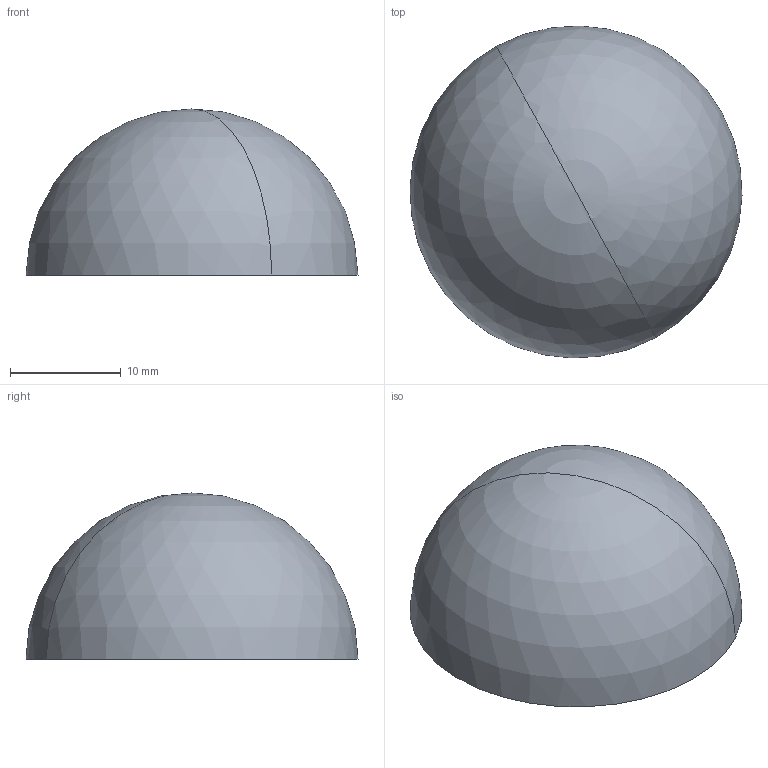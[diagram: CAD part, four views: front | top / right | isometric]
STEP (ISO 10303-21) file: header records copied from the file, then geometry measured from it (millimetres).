
FILE_DESCRIPTION(('CATIA V5 STEP Exchange'),'2;1');
FILE_NAME('buzzer.stp','2018-01-19T20:35:08+00:00',('none'),('none'),'CATIA Version 5 Release 18 GA (IN-10)','CATIA V5 STEP AP203','none');
FILE_SCHEMA(('CONFIG_CONTROL_DESIGN'));
Length unit declared in the file: millimetre
Products named in the file (1): buzzer
Bounding box: 29.99 x 29.99 x 15 mm (x, y, z)
Volume: 7068.6 mm3; surface area: 2120.6 mm2
Topology: 1 solids, 1 shells, 3 faces, 6 edges, 3 vertices
Faces by surface type: sphere 2, plane 1
Entity records: 103 total; most frequent: CARTESIAN_POINT 10, DIRECTION 8, ORIENTED_EDGE 8, AXIS2_PLACEMENT_3D 7, CC_DESIGN_PERSON_AND_ORGANIZATION_ASSIGNMENT 4, PERSON_AND_ORGANIZATION_ROLE 4, CIRCLE 4, EDGE_CURVE 4
